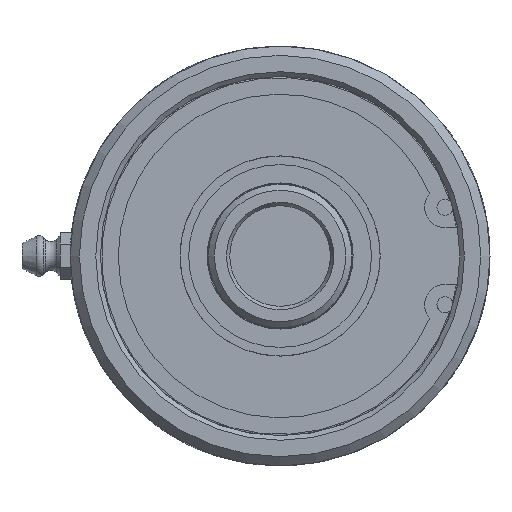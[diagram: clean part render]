
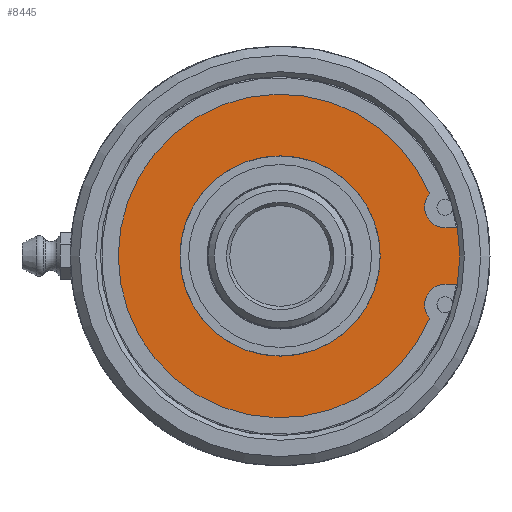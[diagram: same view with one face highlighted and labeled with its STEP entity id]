
A CAD part, left-side view. The second image highlights one B-rep face of the part: STEP entity #8445.
In plain terms, the highlighted planar face has unit normal (-1, 0, 0).
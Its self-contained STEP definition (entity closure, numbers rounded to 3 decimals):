
#97=FACE_BOUND('',#2856,.T.);
#694=LINE('',#21136,#1138);
#699=LINE('',#21150,#1143);
#1138=VECTOR('',#10271,10.);
#1143=VECTOR('',#10278,10.);
#2343=FACE_OUTER_BOUND('',#2855,.T.);
#2855=EDGE_LOOP('',(#7408,#7409,#7410,#7411,#7412,#7413));
#2856=EDGE_LOOP('',(#7414,#7415));
#3164=CIRCLE('',#8938,3.556);
#3166=CIRCLE('',#8941,28.142);
#3168=CIRCLE('',#8944,3.556);
#3175=CIRCLE('',#8956,33.45);
#3176=CIRCLE('',#8959,17.4);
#3177=CIRCLE('',#8960,17.4);
#3965=VERTEX_POINT('',#21133);
#3966=VERTEX_POINT('',#21135);
#3970=VERTEX_POINT('',#21147);
#3971=VERTEX_POINT('',#21149);
#3972=VERTEX_POINT('',#21153);
#3974=VERTEX_POINT('',#21159);
#3977=VERTEX_POINT('',#21181);
#3978=VERTEX_POINT('',#21182);
#5132=EDGE_CURVE('',#3966,#3965,#694,.T.);
#5138=EDGE_CURVE('',#3971,#3970,#699,.T.);
#5140=EDGE_CURVE('',#3970,#3972,#3164,.T.);
#5143=EDGE_CURVE('',#3972,#3974,#3166,.T.);
#5146=EDGE_CURVE('',#3974,#3966,#3168,.T.);
#5153=EDGE_CURVE('',#3965,#3971,#3175,.T.);
#5154=EDGE_CURVE('',#3977,#3978,#3176,.T.);
#5155=EDGE_CURVE('',#3978,#3977,#3177,.T.);
#7408=ORIENTED_EDGE('',*,*,#5138,.T.);
#7409=ORIENTED_EDGE('',*,*,#5140,.T.);
#7410=ORIENTED_EDGE('',*,*,#5143,.T.);
#7411=ORIENTED_EDGE('',*,*,#5146,.T.);
#7412=ORIENTED_EDGE('',*,*,#5132,.T.);
#7413=ORIENTED_EDGE('',*,*,#5153,.T.);
#7414=ORIENTED_EDGE('',*,*,#5154,.T.);
#7415=ORIENTED_EDGE('',*,*,#5155,.T.);
#8045=PLANE('',#8958);
#8445=ADVANCED_FACE('',(#2343,#97),#8045,.F.);
#8938=AXIS2_PLACEMENT_3D('',#21154,#10282,#10283);
#8941=AXIS2_PLACEMENT_3D('',#21160,#10289,#10290);
#8944=AXIS2_PLACEMENT_3D('',#21165,#10296,#10297);
#8956=AXIS2_PLACEMENT_3D('',#21178,#10320,#10321);
#8958=AXIS2_PLACEMENT_3D('',#21180,#10324,#10325);
#8959=AXIS2_PLACEMENT_3D('',#21183,#10326,#10327);
#8960=AXIS2_PLACEMENT_3D('',#21184,#10328,#10329);
#10271=DIRECTION('',(0.,-1.,0.));
#10278=DIRECTION('',(0.,1.,0.));
#10282=DIRECTION('center_axis',(1.,0.,0.));
#10283=DIRECTION('ref_axis',(0.,0.754,0.657));
#10289=DIRECTION('center_axis',(-1.,0.,0.));
#10290=DIRECTION('ref_axis',(0.,0.924,-0.384));
#10296=DIRECTION('center_axis',(1.,0.,0.));
#10297=DIRECTION('ref_axis',(0.,0.,1.));
#10320=DIRECTION('center_axis',(-1.,0.,0.));
#10321=DIRECTION('ref_axis',(0.,1.,0.));
#10324=DIRECTION('center_axis',(1.,0.,0.));
#10325=DIRECTION('ref_axis',(0.,0.,-1.));
#10326=DIRECTION('center_axis',(1.,0.,0.));
#10327=DIRECTION('ref_axis',(0.,1.,0.));
#10328=DIRECTION('center_axis',(1.,0.,0.));
#10329=DIRECTION('ref_axis',(0.,1.,0.));
#21133=CARTESIAN_POINT('',(4.775,-33.089,-4.902));
#21135=CARTESIAN_POINT('',(4.775,-28.672,-4.902));
#21136=CARTESIAN_POINT('',(4.775,-4.407,-4.902));
#21147=CARTESIAN_POINT('',(4.775,-28.672,4.902));
#21149=CARTESIAN_POINT('',(4.775,-33.089,4.902));
#21150=CARTESIAN_POINT('',(4.775,-2.199,4.902));
#21153=CARTESIAN_POINT('',(4.775,-25.99,10.793));
#21154=CARTESIAN_POINT('Origin',(4.775,-28.672,8.458));
#21159=CARTESIAN_POINT('',(4.775,-25.99,-10.793));
#21160=CARTESIAN_POINT('Origin',(4.775,0.,0.));
#21165=CARTESIAN_POINT('Origin',(4.775,-28.672,-8.458));
#21178=CARTESIAN_POINT('Origin',(4.775,0.,0.));
#21180=CARTESIAN_POINT('Origin',(4.775,24.275,0.));
#21181=CARTESIAN_POINT('',(4.775,17.4,0.));
#21182=CARTESIAN_POINT('',(4.775,-17.4,0.));
#21183=CARTESIAN_POINT('Origin',(4.775,0.,0.));
#21184=CARTESIAN_POINT('Origin',(4.775,0.,0.));
